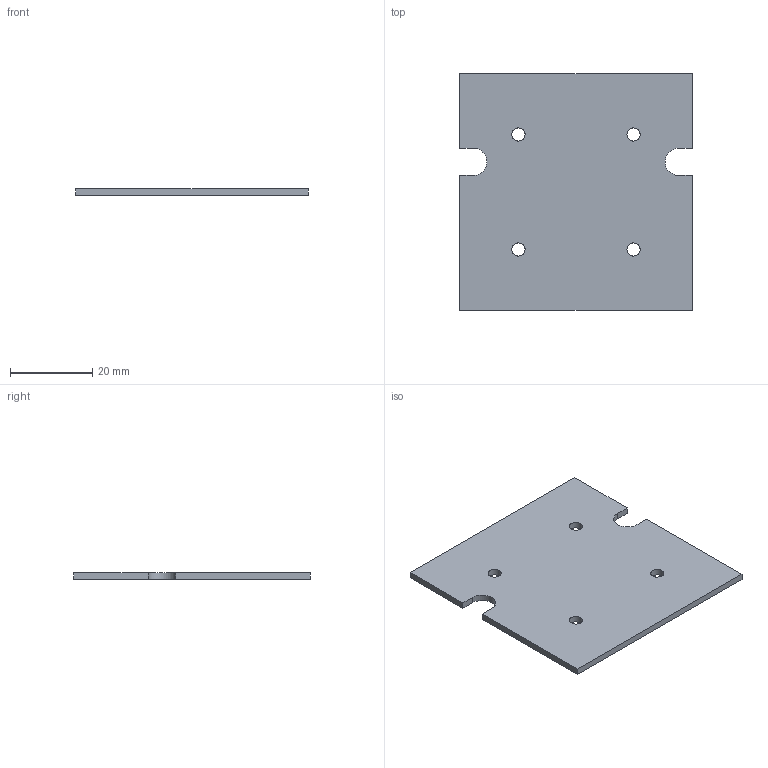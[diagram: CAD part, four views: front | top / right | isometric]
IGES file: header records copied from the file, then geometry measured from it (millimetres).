
Global section: file name: 1593K PCB; native system: Autodesk Inventor 2016; preprocessor: unknown; author: dimercur; date: 20160920.150514; units: millimetre
Bounding box: 56.61 x 57.66 x 1.6 mm (x, y, z)
Volume: 5046.3 mm3; surface area: 6771 mm2
Topology: 1 solids, 1 shells, 18 faces, 52 edges, 36 vertices
Faces by surface type: bspline 18
